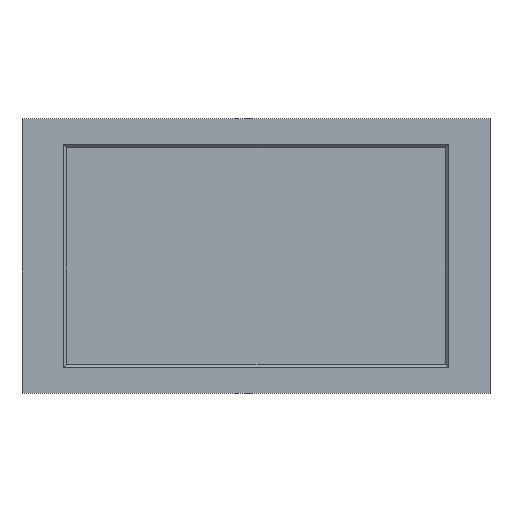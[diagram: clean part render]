
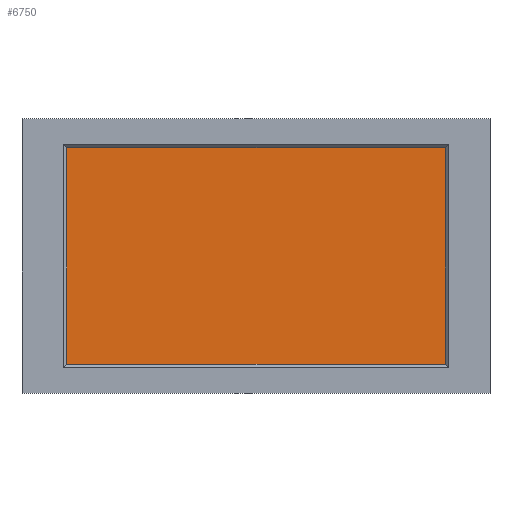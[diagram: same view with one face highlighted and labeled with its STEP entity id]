
A CAD part, top view. The second image highlights one B-rep face of the part: STEP entity #6750.
In plain terms, the highlighted planar face has unit normal (0, 0, 1).
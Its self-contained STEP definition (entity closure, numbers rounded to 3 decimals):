
#676=FACE_OUTER_BOUND('',#1080,.T.);
#1080=EDGE_LOOP('',(#5622,#5623,#5624,#5625));
#1824=LINE('',#10649,#2578);
#1828=LINE('',#10656,#2582);
#1831=LINE('',#10662,#2585);
#1833=LINE('',#10665,#2587);
#2578=VECTOR('',#8664,10.);
#2582=VECTOR('',#8670,10.);
#2585=VECTOR('',#8675,10.);
#2587=VECTOR('',#8679,10.);
#3205=VERTEX_POINT('',#10646);
#3206=VERTEX_POINT('',#10648);
#3208=VERTEX_POINT('',#10654);
#3210=VERTEX_POINT('',#10660);
#4042=EDGE_CURVE('',#3205,#3206,#1824,.T.);
#4046=EDGE_CURVE('',#3208,#3205,#1828,.T.);
#4049=EDGE_CURVE('',#3210,#3208,#1831,.T.);
#4051=EDGE_CURVE('',#3206,#3210,#1833,.T.);
#5622=ORIENTED_EDGE('',*,*,#4051,.F.);
#5623=ORIENTED_EDGE('',*,*,#4042,.F.);
#5624=ORIENTED_EDGE('',*,*,#4046,.F.);
#5625=ORIENTED_EDGE('',*,*,#4049,.F.);
#6443=PLANE('',#7252);
#6750=ADVANCED_FACE('',(#676),#6443,.F.);
#7252=AXIS2_PLACEMENT_3D('',#10666,#8680,#8681);
#8664=DIRECTION('',(1.,0.,0.));
#8670=DIRECTION('',(0.,1.,0.));
#8675=DIRECTION('',(-1.,0.,0.));
#8679=DIRECTION('',(0.,-1.,0.));
#8680=DIRECTION('center_axis',(0.,0.,-1.));
#8681=DIRECTION('ref_axis',(-1.,0.,0.));
#10646=CARTESIAN_POINT('',(11.066,69.902,11.4));
#10648=CARTESIAN_POINT('',(121.866,69.902,11.4));
#10649=CARTESIAN_POINT('',(11.066,69.902,11.4));
#10654=CARTESIAN_POINT('',(11.066,6.502,11.4));
#10656=CARTESIAN_POINT('',(11.066,6.502,11.4));
#10660=CARTESIAN_POINT('',(121.866,6.502,11.4));
#10662=CARTESIAN_POINT('',(121.866,6.502,11.4));
#10665=CARTESIAN_POINT('',(121.866,69.902,11.4));
#10666=CARTESIAN_POINT('Origin',(64.466,38.202,11.4));
